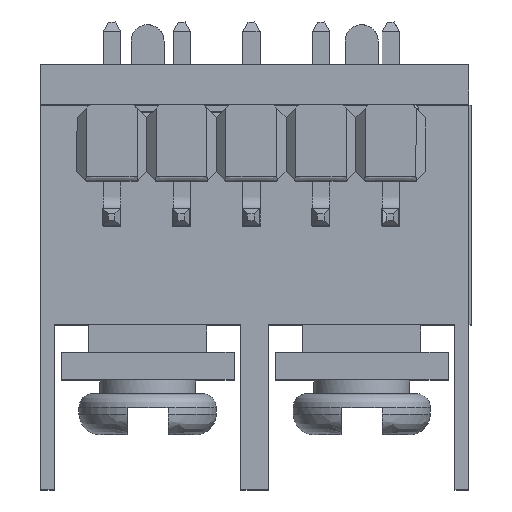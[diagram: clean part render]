
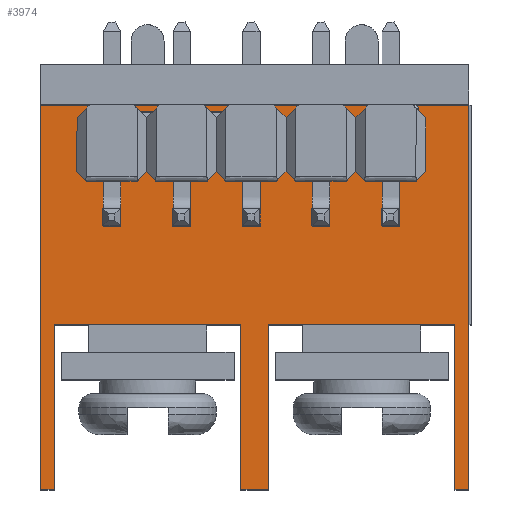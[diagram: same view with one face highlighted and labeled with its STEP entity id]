
A CAD part, top view. The second image highlights one B-rep face of the part: STEP entity #3974.
In plain terms, the highlighted planar face has unit normal (0, 0, 1).
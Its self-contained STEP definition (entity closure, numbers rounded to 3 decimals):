
#3974=ADVANCED_FACE('',(#5015),#21211,.T.);
#5015=FACE_OUTER_BOUND('',#6063,.T.);
#6063=EDGE_LOOP('',(#7583,#7584,#7585,#7586,#7587,#7588,#7589,#7590,#7591,
#7592,#7593,#7594));
#7583=ORIENTED_EDGE('',*,*,#12287,.T.);
#7584=ORIENTED_EDGE('',*,*,#12289,.T.);
#7585=ORIENTED_EDGE('',*,*,#12267,.T.);
#7586=ORIENTED_EDGE('',*,*,#12270,.T.);
#7587=ORIENTED_EDGE('',*,*,#12273,.T.);
#7588=ORIENTED_EDGE('',*,*,#12232,.F.);
#7589=ORIENTED_EDGE('',*,*,#12277,.T.);
#7590=ORIENTED_EDGE('',*,*,#12280,.T.);
#7591=ORIENTED_EDGE('',*,*,#12296,.T.);
#7592=ORIENTED_EDGE('',*,*,#12297,.F.);
#7593=ORIENTED_EDGE('',*,*,#12298,.F.);
#7594=ORIENTED_EDGE('',*,*,#12283,.T.);
#12232=EDGE_CURVE('',#18627,#18624,#15978,.T.);
#12267=EDGE_CURVE('',#18646,#18644,#16013,.T.);
#12270=EDGE_CURVE('',#18644,#18648,#16016,.T.);
#12273=EDGE_CURVE('',#18648,#18624,#16019,.T.);
#12277=EDGE_CURVE('',#18627,#18651,#16023,.T.);
#12280=EDGE_CURVE('',#18651,#18653,#16026,.T.);
#12283=EDGE_CURVE('',#18657,#18656,#16029,.T.);
#12287=EDGE_CURVE('',#18656,#18659,#16033,.T.);
#12289=EDGE_CURVE('',#18659,#18646,#16035,.T.);
#12296=EDGE_CURVE('',#18653,#18665,#16042,.T.);
#12297=EDGE_CURVE('',#18666,#18665,#16043,.T.);
#12298=EDGE_CURVE('',#18657,#18666,#16044,.T.);
#15978=B_SPLINE_CURVE_WITH_KNOTS('',1,(#25293,#25294),.UNSPECIFIED.,.F.,
 .F.,(2,2),(0.,15.6),.UNSPECIFIED.);
#16013=B_SPLINE_CURVE_WITH_KNOTS('',1,(#25363,#25364),.UNSPECIFIED.,.F.,
 .F.,(2,2),(-6.,0.),.UNSPECIFIED.);
#16016=B_SPLINE_CURVE_WITH_KNOTS('',1,(#25369,#25370),.UNSPECIFIED.,.F.,
 .F.,(2,2),(-0.5,0.),.UNSPECIFIED.);
#16019=B_SPLINE_CURVE_WITH_KNOTS('',1,(#25375,#25376),.UNSPECIFIED.,.F.,
 .F.,(2,2),(-14.,0.),.UNSPECIFIED.);
#16023=B_SPLINE_CURVE_WITH_KNOTS('',1,(#25383,#25384),.UNSPECIFIED.,.F.,
 .F.,(2,2),(-14.,0.),.UNSPECIFIED.);
#16026=B_SPLINE_CURVE_WITH_KNOTS('',1,(#25389,#25390),.UNSPECIFIED.,.F.,
 .F.,(2,2),(-0.5,0.),.UNSPECIFIED.);
#16029=B_SPLINE_CURVE_WITH_KNOTS('',1,(#25395,#25396),.UNSPECIFIED.,.F.,
 .F.,(2,2),(-1.,0.),.UNSPECIFIED.);
#16033=B_SPLINE_CURVE_WITH_KNOTS('',1,(#25403,#25404),.UNSPECIFIED.,.F.,
 .F.,(2,2),(-6.,0.),.UNSPECIFIED.);
#16035=B_SPLINE_CURVE_WITH_KNOTS('',1,(#25407,#25408),.UNSPECIFIED.,.F.,
 .F.,(2,2),(-6.8,0.),.UNSPECIFIED.);
#16042=B_SPLINE_CURVE_WITH_KNOTS('',1,(#25421,#25422),.UNSPECIFIED.,.F.,
 .F.,(2,2),(-6.,0.),.UNSPECIFIED.);
#16043=B_SPLINE_CURVE_WITH_KNOTS('',1,(#25423,#25424),.UNSPECIFIED.,.F.,
 .F.,(2,2),(-6.8,0.),.UNSPECIFIED.);
#16044=B_SPLINE_CURVE_WITH_KNOTS('',1,(#25425,#25426),.UNSPECIFIED.,.F.,
 .F.,(2,2),(-6.,0.),.UNSPECIFIED.);
#18624=VERTEX_POINT('',#25209);
#18627=VERTEX_POINT('',#25212);
#18644=VERTEX_POINT('',#25229);
#18646=VERTEX_POINT('',#25231);
#18648=VERTEX_POINT('',#25233);
#18651=VERTEX_POINT('',#25236);
#18653=VERTEX_POINT('',#25238);
#18656=VERTEX_POINT('',#25241);
#18657=VERTEX_POINT('',#25242);
#18659=VERTEX_POINT('',#25244);
#18665=VERTEX_POINT('',#25250);
#18666=VERTEX_POINT('',#25251);
#21211=PLANE('',#21744);
#21744=AXIS2_PLACEMENT_3D('',#25189,#22261,$);
#22261=DIRECTION('',(0.,0.,1.));
#25189=CARTESIAN_POINT('',(1.298,-34.77,9.611));
#25209=CARTESIAN_POINT('',(18.458,-36.17,9.611));
#25212=CARTESIAN_POINT('',(2.858,-36.17,9.611));
#25229=CARTESIAN_POINT('',(17.958,-50.17,9.611));
#25231=CARTESIAN_POINT('',(17.958,-44.17,9.611));
#25233=CARTESIAN_POINT('',(18.458,-50.17,9.611));
#25236=CARTESIAN_POINT('',(2.858,-50.17,9.611));
#25238=CARTESIAN_POINT('',(3.358,-50.17,9.611));
#25241=CARTESIAN_POINT('',(11.158,-50.17,9.611));
#25242=CARTESIAN_POINT('',(10.158,-50.17,9.611));
#25244=CARTESIAN_POINT('',(11.158,-44.17,9.611));
#25250=CARTESIAN_POINT('',(3.358,-44.17,9.611));
#25251=CARTESIAN_POINT('',(10.158,-44.17,9.611));
#25293=CARTESIAN_POINT('',(2.858,-36.17,9.611));
#25294=CARTESIAN_POINT('',(18.458,-36.17,9.611));
#25363=CARTESIAN_POINT('',(17.958,-44.17,9.611));
#25364=CARTESIAN_POINT('',(17.958,-50.17,9.611));
#25369=CARTESIAN_POINT('',(17.958,-50.17,9.611));
#25370=CARTESIAN_POINT('',(18.458,-50.17,9.611));
#25375=CARTESIAN_POINT('',(18.458,-50.17,9.611));
#25376=CARTESIAN_POINT('',(18.458,-36.17,9.611));
#25383=CARTESIAN_POINT('',(2.858,-36.17,9.611));
#25384=CARTESIAN_POINT('',(2.858,-50.17,9.611));
#25389=CARTESIAN_POINT('',(2.858,-50.17,9.611));
#25390=CARTESIAN_POINT('',(3.358,-50.17,9.611));
#25395=CARTESIAN_POINT('',(10.158,-50.17,9.611));
#25396=CARTESIAN_POINT('',(11.158,-50.17,9.611));
#25403=CARTESIAN_POINT('',(11.158,-50.17,9.611));
#25404=CARTESIAN_POINT('',(11.158,-44.17,9.611));
#25407=CARTESIAN_POINT('',(11.158,-44.17,9.611));
#25408=CARTESIAN_POINT('',(17.958,-44.17,9.611));
#25421=CARTESIAN_POINT('',(3.358,-50.17,9.611));
#25422=CARTESIAN_POINT('',(3.358,-44.17,9.611));
#25423=CARTESIAN_POINT('',(10.158,-44.17,9.611));
#25424=CARTESIAN_POINT('',(3.358,-44.17,9.611));
#25425=CARTESIAN_POINT('',(10.158,-50.17,9.611));
#25426=CARTESIAN_POINT('',(10.158,-44.17,9.611));
